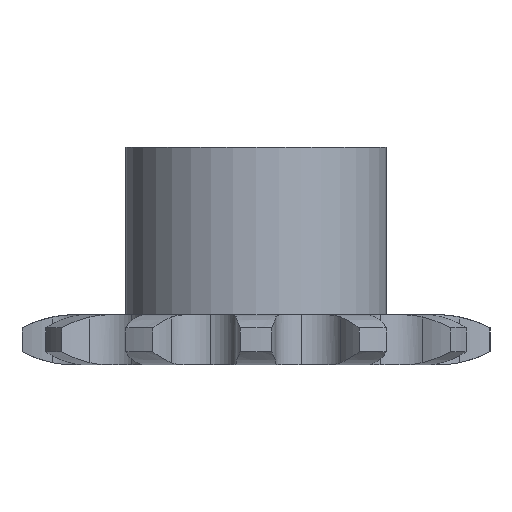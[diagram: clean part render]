
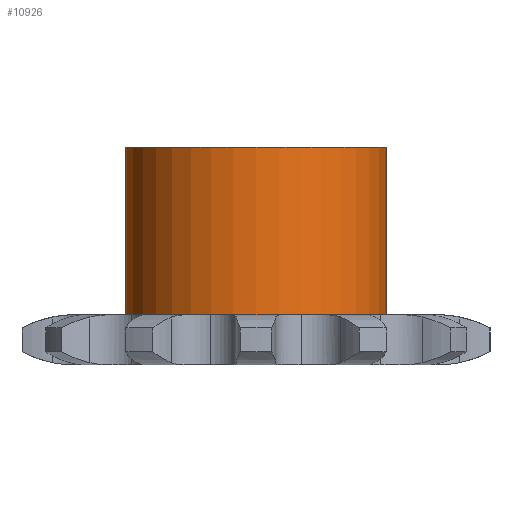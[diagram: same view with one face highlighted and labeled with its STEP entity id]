
A CAD part, front view. The second image highlights one B-rep face of the part: STEP entity #10926.
In plain terms, the highlighted cylindrical face has radius 6 mm (diameter 12 mm), a full revolution.
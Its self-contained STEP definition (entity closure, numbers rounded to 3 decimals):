
#100 = PLANE('',#101);
#101 = AXIS2_PLACEMENT_3D('',#102,#103,#104);
#102 = CARTESIAN_POINT('',(0.,0.,1.15));
#103 = DIRECTION('',(0.,0.,1.));
#104 = DIRECTION('',(0.,1.,0.));
#3645 = EDGE_CURVE('',#3646,#3646,#3648,.T.);
#3646 = VERTEX_POINT('',#3647);
#3647 = CARTESIAN_POINT('',(6.,0.,1.15));
#3648 = SURFACE_CURVE('',#3649,(#3654,#3665),.PCURVE_S1.);
#3649 = CIRCLE('',#3650,6.);
#3650 = AXIS2_PLACEMENT_3D('',#3651,#3652,#3653);
#3651 = CARTESIAN_POINT('',(0.,0.,1.15));
#3652 = DIRECTION('',(0.,0.,-1.));
#3653 = DIRECTION('',(1.,0.,0.));
#3654 = PCURVE('',#100,#3655);
#3655 = DEFINITIONAL_REPRESENTATION('',(#3656),#3664);
#3656 = ( BOUNDED_CURVE() B_SPLINE_CURVE(2,(#3657,#3658,#3659,#3660,
#3661,#3662,#3663),.UNSPECIFIED.,.T.,.F.) B_SPLINE_CURVE_WITH_KNOTS((1,2
    ,2,2,2,1),(-2.094,0.,2.094,4.189,
6.283,8.378),.UNSPECIFIED.) CURVE() 
GEOMETRIC_REPRESENTATION_ITEM() RATIONAL_B_SPLINE_CURVE((1.,0.5,1.,0.5,
1.,0.5,1.)) REPRESENTATION_ITEM('') );
#3657 = CARTESIAN_POINT('',(0.,-6.));
#3658 = CARTESIAN_POINT('',(-10.392,-6.));
#3659 = CARTESIAN_POINT('',(-5.196,3.));
#3660 = CARTESIAN_POINT('',(0.,12.));
#3661 = CARTESIAN_POINT('',(5.196,3.));
#3662 = CARTESIAN_POINT('',(10.392,-6.));
#3663 = CARTESIAN_POINT('',(0.,-6.));
#3664 = ( GEOMETRIC_REPRESENTATION_CONTEXT(2) 
PARAMETRIC_REPRESENTATION_CONTEXT() REPRESENTATION_CONTEXT('2D SPACE',''
  ) );
#3665 = PCURVE('',#3666,#3671);
#3666 = CYLINDRICAL_SURFACE('',#3667,6.);
#3667 = AXIS2_PLACEMENT_3D('',#3668,#3669,#3670);
#3668 = CARTESIAN_POINT('',(0.,0.,0.));
#3669 = DIRECTION('',(-0.,-0.,-1.));
#3670 = DIRECTION('',(1.,0.,0.));
#3671 = DEFINITIONAL_REPRESENTATION('',(#3672),#3676);
#3672 = LINE('',#3673,#3674);
#3673 = CARTESIAN_POINT('',(-6.283,-1.15));
#3674 = VECTOR('',#3675,1.);
#3675 = DIRECTION('',(1.,-0.));
#3676 = ( GEOMETRIC_REPRESENTATION_CONTEXT(2) 
PARAMETRIC_REPRESENTATION_CONTEXT() REPRESENTATION_CONTEXT('2D SPACE',''
  ) );
#9449 = PLANE('',#9450);
#9450 = AXIS2_PLACEMENT_3D('',#9451,#9452,#9453);
#9451 = CARTESIAN_POINT('',(0.,0.,8.85));
#9452 = DIRECTION('',(-0.,0.,1.));
#9453 = DIRECTION('',(0.,-1.,0.));
#10926 = ADVANCED_FACE('',(#10927),#3666,.T.);
#10927 = FACE_BOUND('',#10928,.F.);
#10928 = EDGE_LOOP('',(#10929,#10930,#10953,#10975));
#10929 = ORIENTED_EDGE('',*,*,#3645,.T.);
#10930 = ORIENTED_EDGE('',*,*,#10931,.T.);
#10931 = EDGE_CURVE('',#3646,#10932,#10934,.T.);
#10932 = VERTEX_POINT('',#10933);
#10933 = CARTESIAN_POINT('',(6.,0.,8.85));
#10934 = SEAM_CURVE('',#10935,(#10939,#10946),.PCURVE_S1.);
#10935 = LINE('',#10936,#10937);
#10936 = CARTESIAN_POINT('',(6.,0.,0.));
#10937 = VECTOR('',#10938,1.);
#10938 = DIRECTION('',(0.,0.,1.));
#10939 = PCURVE('',#3666,#10940);
#10940 = DEFINITIONAL_REPRESENTATION('',(#10941),#10945);
#10941 = LINE('',#10942,#10943);
#10942 = CARTESIAN_POINT('',(-6.283,0.));
#10943 = VECTOR('',#10944,1.);
#10944 = DIRECTION('',(-0.,-1.));
#10945 = ( GEOMETRIC_REPRESENTATION_CONTEXT(2) 
PARAMETRIC_REPRESENTATION_CONTEXT() REPRESENTATION_CONTEXT('2D SPACE',''
  ) );
#10946 = PCURVE('',#3666,#10947);
#10947 = DEFINITIONAL_REPRESENTATION('',(#10948),#10952);
#10948 = LINE('',#10949,#10950);
#10949 = CARTESIAN_POINT('',(-0.,0.));
#10950 = VECTOR('',#10951,1.);
#10951 = DIRECTION('',(-0.,-1.));
#10952 = ( GEOMETRIC_REPRESENTATION_CONTEXT(2) 
PARAMETRIC_REPRESENTATION_CONTEXT() REPRESENTATION_CONTEXT('2D SPACE',''
  ) );
#10953 = ORIENTED_EDGE('',*,*,#10954,.T.);
#10954 = EDGE_CURVE('',#10932,#10932,#10955,.T.);
#10955 = SURFACE_CURVE('',#10956,(#10961,#10968),.PCURVE_S1.);
#10956 = CIRCLE('',#10957,6.);
#10957 = AXIS2_PLACEMENT_3D('',#10958,#10959,#10960);
#10958 = CARTESIAN_POINT('',(0.,0.,8.85));
#10959 = DIRECTION('',(0.,0.,1.));
#10960 = DIRECTION('',(1.,0.,0.));
#10961 = PCURVE('',#3666,#10962);
#10962 = DEFINITIONAL_REPRESENTATION('',(#10963),#10967);
#10963 = LINE('',#10964,#10965);
#10964 = CARTESIAN_POINT('',(-0.,-8.85));
#10965 = VECTOR('',#10966,1.);
#10966 = DIRECTION('',(-1.,0.));
#10967 = ( GEOMETRIC_REPRESENTATION_CONTEXT(2) 
PARAMETRIC_REPRESENTATION_CONTEXT() REPRESENTATION_CONTEXT('2D SPACE',''
  ) );
#10968 = PCURVE('',#9449,#10969);
#10969 = DEFINITIONAL_REPRESENTATION('',(#10970),#10974);
#10970 = CIRCLE('',#10971,6.);
#10971 = AXIS2_PLACEMENT_2D('',#10972,#10973);
#10972 = CARTESIAN_POINT('',(0.,0.));
#10973 = DIRECTION('',(0.,1.));
#10974 = ( GEOMETRIC_REPRESENTATION_CONTEXT(2) 
PARAMETRIC_REPRESENTATION_CONTEXT() REPRESENTATION_CONTEXT('2D SPACE',''
  ) );
#10975 = ORIENTED_EDGE('',*,*,#10931,.F.);
